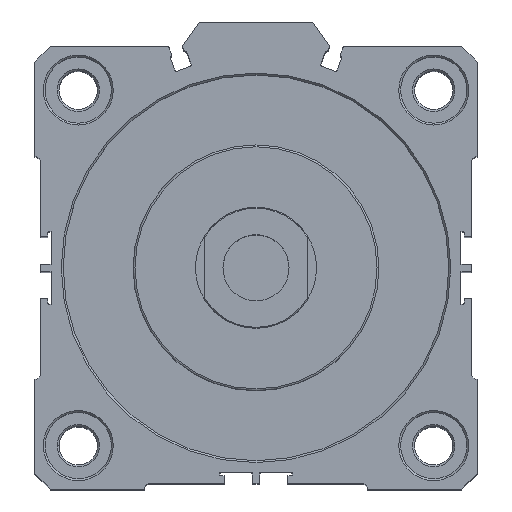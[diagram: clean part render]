
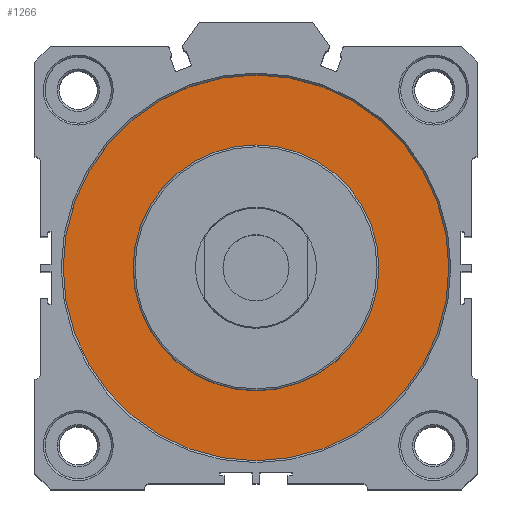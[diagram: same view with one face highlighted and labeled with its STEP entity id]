
A CAD part, top view. The second image highlights one B-rep face of the part: STEP entity #1266.
In plain terms, the highlighted planar face has unit normal (0, 0, 1).
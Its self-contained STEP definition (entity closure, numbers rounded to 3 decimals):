
#46 = EDGE_CURVE ( 'NONE', #2110, #7466, #3911, .T. ) ;
#345 = CARTESIAN_POINT ( 'NONE',  ( 0., 0., 61. ) ) ;
#413 = CIRCLE ( 'NONE', #5659, 32.5 ) ;
#763 = AXIS2_PLACEMENT_3D ( 'NONE', #2522, #6901, #3177 ) ;
#1006 = DIRECTION ( 'NONE',  ( 1., 0., 0. ) ) ;
#1266 = ADVANCED_FACE ( 'NONE', ( #3269, #1367 ), #2256, .T. ) ;
#1367 = FACE_OUTER_BOUND ( 'NONE', #3744, .T. ) ;
#1551 = VERTEX_POINT ( 'NONE', #6321 ) ;
#1572 = CARTESIAN_POINT ( 'NONE',  ( -51., 0., 61. ) ) ;
#1826 = DIRECTION ( 'NONE',  ( 0., 0., 1. ) ) ;
#2110 = VERTEX_POINT ( 'NONE', #4149 ) ;
#2256 = PLANE ( 'NONE',  #2645 ) ;
#2522 = CARTESIAN_POINT ( 'NONE',  ( 0., 0., 61. ) ) ;
#2645 = AXIS2_PLACEMENT_3D ( 'NONE', #345, #4787, #1006 ) ;
#2770 = VERTEX_POINT ( 'NONE', #1572 ) ;
#3075 = DIRECTION ( 'NONE',  ( 0., 0., 1. ) ) ;
#3177 = DIRECTION ( 'NONE',  ( 1., 0., 0. ) ) ;
#3201 = DIRECTION ( 'NONE',  ( 0., 0., 1. ) ) ;
#3269 = FACE_BOUND ( 'NONE', #8027, .T. ) ;
#3744 = EDGE_LOOP ( 'NONE', ( #7642, #5832 ) ) ;
#3911 = CIRCLE ( 'NONE', #7208, 32.5 ) ;
#4149 = CARTESIAN_POINT ( 'NONE',  ( -32.5, 0., 61. ) ) ;
#4425 = CIRCLE ( 'NONE', #4748, 51. ) ;
#4643 = EDGE_CURVE ( 'NONE', #7466, #2110, #413, .T. ) ;
#4748 = AXIS2_PLACEMENT_3D ( 'NONE', #6801, #3075, #7441 ) ;
#4787 = DIRECTION ( 'NONE',  ( 0., 0., 1. ) ) ;
#5615 = CARTESIAN_POINT ( 'NONE',  ( 0., 0., 61. ) ) ;
#5659 = AXIS2_PLACEMENT_3D ( 'NONE', #6919, #3201, #7571 ) ;
#5832 = ORIENTED_EDGE ( 'NONE', *, *, #7973, .T. ) ;
#6244 = DIRECTION ( 'NONE',  ( 1., 0., 0. ) ) ;
#6283 = ORIENTED_EDGE ( 'NONE', *, *, #4643, .F. ) ;
#6285 = CIRCLE ( 'NONE', #763, 51. ) ;
#6321 = CARTESIAN_POINT ( 'NONE',  ( 51., 0., 61. ) ) ;
#6801 = CARTESIAN_POINT ( 'NONE',  ( 0., 0., 61. ) ) ;
#6891 = CARTESIAN_POINT ( 'NONE',  ( 32.5, 0., 61. ) ) ;
#6901 = DIRECTION ( 'NONE',  ( 0., 0., 1. ) ) ;
#6919 = CARTESIAN_POINT ( 'NONE',  ( 0., 0., 61. ) ) ;
#7121 = ORIENTED_EDGE ( 'NONE', *, *, #46, .F. ) ;
#7208 = AXIS2_PLACEMENT_3D ( 'NONE', #5615, #1826, #6244 ) ;
#7441 = DIRECTION ( 'NONE',  ( 1., 0., 0. ) ) ;
#7466 = VERTEX_POINT ( 'NONE', #6891 ) ;
#7571 = DIRECTION ( 'NONE',  ( 1., 0., 0. ) ) ;
#7642 = ORIENTED_EDGE ( 'NONE', *, *, #8067, .T. ) ;
#7973 = EDGE_CURVE ( 'NONE', #2770, #1551, #4425, .T. ) ;
#8027 = EDGE_LOOP ( 'NONE', ( #7121, #6283 ) ) ;
#8067 = EDGE_CURVE ( 'NONE', #1551, #2770, #6285, .T. ) ;
